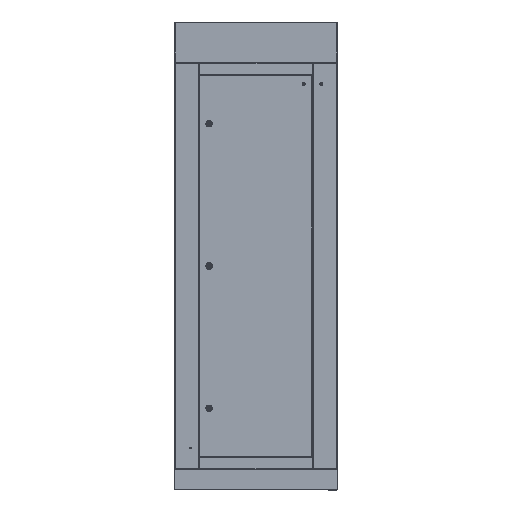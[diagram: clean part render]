
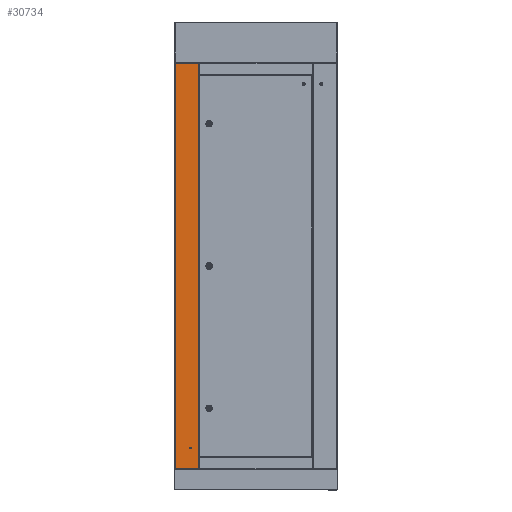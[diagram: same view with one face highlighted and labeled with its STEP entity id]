
A CAD part, top view. The second image highlights one B-rep face of the part: STEP entity #30734.
In plain terms, the highlighted face is planar.
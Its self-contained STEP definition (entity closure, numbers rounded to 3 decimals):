
#1217 = DIRECTION ( 'NONE',  ( 0., 1., 0. ) ) ;
#1362 = DIRECTION ( 'NONE',  ( 1., 0., 0. ) ) ;
#1638 = ORIENTED_EDGE ( 'NONE', *, *, #28430, .F. ) ;
#1875 = EDGE_CURVE ( 'NONE', #13672, #16585, #7128, .T. ) ;
#2288 = ORIENTED_EDGE ( 'NONE', *, *, #1875, .F. ) ;
#6601 = ORIENTED_EDGE ( 'NONE', *, *, #19914, .T. ) ;
#7128 = LINE ( 'NONE', #19616, #13254 ) ;
#7291 = VECTOR ( 'NONE', #1217, 1000. ) ;
#11587 = CARTESIAN_POINT ( 'NONE',  ( 0., 117.5, -1.5 ) ) ;
#11630 = CARTESIAN_POINT ( 'NONE',  ( -1995., 117.5, -1.5 ) ) ;
#12514 = DIRECTION ( 'NONE',  ( 0., -1., 0. ) ) ;
#12941 = CARTESIAN_POINT ( 'NONE',  ( 0., 2.5, -1.5 ) ) ;
#13254 = VECTOR ( 'NONE', #12514, 1000. ) ;
#13672 = VERTEX_POINT ( 'NONE', #11630 ) ;
#14018 = VERTEX_POINT ( 'NONE', #11587 ) ;
#14728 = VECTOR ( 'NONE', #1362, 1000. ) ;
#16585 = VERTEX_POINT ( 'NONE', #19762 ) ;
#18578 = LINE ( 'NONE', #26129, #7291 ) ;
#19616 = CARTESIAN_POINT ( 'NONE',  ( -1995., 0., -1.5 ) ) ;
#19762 = CARTESIAN_POINT ( 'NONE',  ( -1995., 2.5, -1.5 ) ) ;
#19914 = EDGE_CURVE ( 'NONE', #13672, #14018, #21814, .T. ) ;
#20822 = LINE ( 'NONE', #27936, #27697 ) ;
#21814 = LINE ( 'NONE', #31867, #14728 ) ;
#22439 = CARTESIAN_POINT ( 'NONE',  ( 0., 0., -1.5 ) ) ;
#23125 = DIRECTION ( 'NONE',  ( -1., 0., 0. ) ) ;
#23804 = FACE_OUTER_BOUND ( 'NONE', #27514, .T. ) ;
#24621 = DIRECTION ( 'NONE',  ( 0., 0., 1. ) ) ;
#24633 = AXIS2_PLACEMENT_3D ( 'NONE', #22439, #24621, #31708 ) ;
#24796 = PLANE ( 'NONE',  #24633 ) ;
#26129 = CARTESIAN_POINT ( 'NONE',  ( 0., 0., -1.5 ) ) ;
#27291 = EDGE_CURVE ( 'NONE', #30880, #16585, #20822, .T. ) ;
#27514 = EDGE_LOOP ( 'NONE', ( #31808, #2288, #6601, #1638 ) ) ;
#27697 = VECTOR ( 'NONE', #23125, 1000. ) ;
#27936 = CARTESIAN_POINT ( 'NONE',  ( 0., 2.5, -1.5 ) ) ;
#28430 = EDGE_CURVE ( 'NONE', #30880, #14018, #18578, .T. ) ;
#30734 = ADVANCED_FACE ( 'NONE', ( #23804 ), #24796, .F. ) ;
#30880 = VERTEX_POINT ( 'NONE', #12941 ) ;
#31708 = DIRECTION ( 'NONE',  ( 1., 0., 0. ) ) ;
#31808 = ORIENTED_EDGE ( 'NONE', *, *, #27291, .T. ) ;
#31867 = CARTESIAN_POINT ( 'NONE',  ( -1995., 117.5, -1.5 ) ) ;
